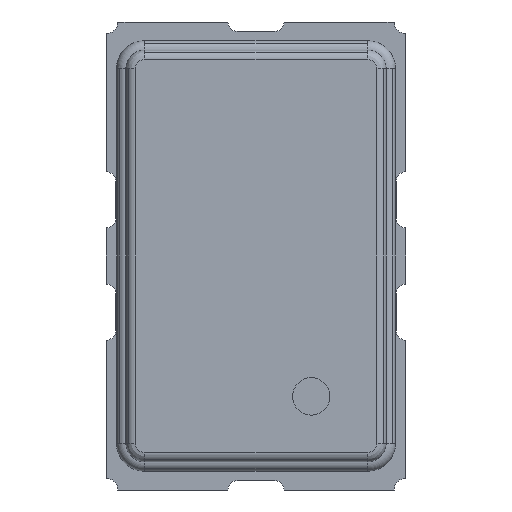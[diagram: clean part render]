
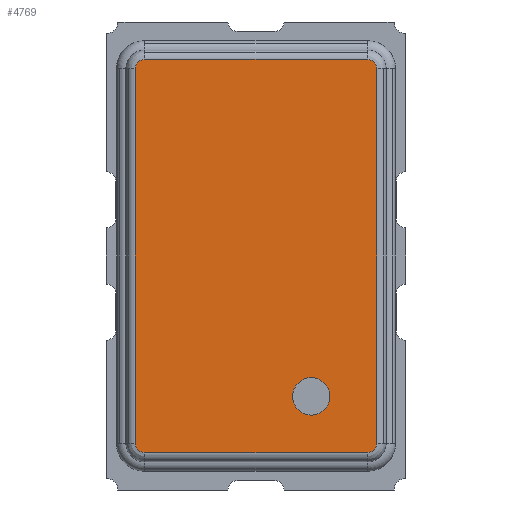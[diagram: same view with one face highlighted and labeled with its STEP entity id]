
A CAD part, left-side view. The second image highlights one B-rep face of the part: STEP entity #4769.
In plain terms, the highlighted planar face has unit normal (-1, 0, 0).
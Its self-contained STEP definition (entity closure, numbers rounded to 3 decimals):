
#3 = ORIENTED_EDGE ( 'NONE', *, *, #5363, .F. ) ;
#58 = ORIENTED_EDGE ( 'NONE', *, *, #3414, .F. ) ;
#66 = VERTEX_POINT ( 'NONE', #4666 ) ;
#91 = CARTESIAN_POINT ( 'NONE',  ( -0.3, -1.29, -2. ) ) ;
#208 = EDGE_CURVE ( 'NONE', #6147, #66, #3709, .T. ) ;
#225 = ORIENTED_EDGE ( 'NONE', *, *, #254, .T. ) ;
#254 = EDGE_CURVE ( 'NONE', #2375, #3290, #4237, .T. ) ;
#533 = EDGE_CURVE ( 'NONE', #4387, #4312, #1039, .T. ) ;
#781 = PLANE ( 'NONE',  #4125 ) ;
#881 = EDGE_CURVE ( 'NONE', #5638, #5773, #1195, .T. ) ;
#1012 = ORIENTED_EDGE ( 'NONE', *, *, #3037, .T. ) ;
#1039 = LINE ( 'NONE', #6307, #6087 ) ;
#1042 = CARTESIAN_POINT ( 'NONE',  ( -0.3, -1.29, 2. ) ) ;
#1054 = DIRECTION ( 'NONE',  ( 1., 0., 0. ) ) ;
#1195 = LINE ( 'NONE', #5656, #2235 ) ;
#1318 = DIRECTION ( 'NONE',  ( 1., 0., 0. ) ) ;
#1385 = CARTESIAN_POINT ( 'NONE',  ( -0.3, -1.19, 2. ) ) ;
#1388 = CARTESIAN_POINT ( 'NONE',  ( -0.3, 1.19, 2. ) ) ;
#1391 = CIRCLE ( 'NONE', #6578, 0.2 ) ;
#1419 = CARTESIAN_POINT ( 'NONE',  ( -0.3, 1.29, -2. ) ) ;
#1625 = FACE_OUTER_BOUND ( 'NONE', #6415, .T. ) ;
#1782 = CIRCLE ( 'NONE', #3955, 0.1 ) ;
#1873 = DIRECTION ( 'NONE',  ( 1., 0., 0. ) ) ;
#1902 = DIRECTION ( 'NONE',  ( 0., -0.707, 0.707 ) ) ;
#1904 = DIRECTION ( 'NONE',  ( 0., 0.707, 0.707 ) ) ;
#1949 = CARTESIAN_POINT ( 'NONE',  ( -0.3, 1.29, 1. ) ) ;
#2170 = EDGE_CURVE ( 'NONE', #2527, #3413, #5533, .T. ) ;
#2235 = VECTOR ( 'NONE', #5250, 1000. ) ;
#2297 = AXIS2_PLACEMENT_3D ( 'NONE', #2717, #6115, #3289 ) ;
#2316 = ORIENTED_EDGE ( 'NONE', *, *, #533, .F. ) ;
#2375 = VERTEX_POINT ( 'NONE', #2953 ) ;
#2430 = DIRECTION ( 'NONE',  ( 0., 0., 1. ) ) ;
#2519 = AXIS2_PLACEMENT_3D ( 'NONE', #5804, #2775, #6335 ) ;
#2527 = VERTEX_POINT ( 'NONE', #4574 ) ;
#2673 = ORIENTED_EDGE ( 'NONE', *, *, #881, .F. ) ;
#2717 = CARTESIAN_POINT ( 'NONE',  ( -0.3, -0.59, -1.5 ) ) ;
#2775 = DIRECTION ( 'NONE',  ( 1., 0., 0. ) ) ;
#2791 = FACE_BOUND ( 'NONE', #3595, .T. ) ;
#2797 = ORIENTED_EDGE ( 'NONE', *, *, #208, .F. ) ;
#2854 = VECTOR ( 'NONE', #4726, 1000. ) ;
#2953 = CARTESIAN_POINT ( 'NONE',  ( -0.3, -0.59, -1.3 ) ) ;
#3037 = EDGE_CURVE ( 'NONE', #3290, #2375, #1391, .T. ) ;
#3289 = DIRECTION ( 'NONE',  ( 0., 0., -1. ) ) ;
#3290 = VERTEX_POINT ( 'NONE', #5750 ) ;
#3342 = CIRCLE ( 'NONE', #5169, 0.1 ) ;
#3413 = VERTEX_POINT ( 'NONE', #6398 ) ;
#3414 = EDGE_CURVE ( 'NONE', #3413, #6147, #1782, .T. ) ;
#3545 = VECTOR ( 'NONE', #2430, 1000. ) ;
#3595 = EDGE_LOOP ( 'NONE', ( #1012, #225 ) ) ;
#3709 = LINE ( 'NONE', #1949, #3545 ) ;
#3763 = ORIENTED_EDGE ( 'NONE', *, *, #4818, .F. ) ;
#3872 = CIRCLE ( 'NONE', #4901, 0.1 ) ;
#3955 = AXIS2_PLACEMENT_3D ( 'NONE', #4851, #1873, #5378 ) ;
#3971 = CARTESIAN_POINT ( 'NONE',  ( -0.3, 1.19, 2.1 ) ) ;
#4037 = CARTESIAN_POINT ( 'NONE',  ( -0.3, -0.59, -1.5 ) ) ;
#4125 = AXIS2_PLACEMENT_3D ( 'NONE', #4296, #1318, #4812 ) ;
#4237 = CIRCLE ( 'NONE', #2297, 0.2 ) ;
#4296 = CARTESIAN_POINT ( 'NONE',  ( -0.3, 0., 0. ) ) ;
#4312 = VERTEX_POINT ( 'NONE', #5416 ) ;
#4387 = VERTEX_POINT ( 'NONE', #3971 ) ;
#4539 = DIRECTION ( 'NONE',  ( 0., 0., -1. ) ) ;
#4574 = CARTESIAN_POINT ( 'NONE',  ( -0.3, -1.19, -2.1 ) ) ;
#4666 = CARTESIAN_POINT ( 'NONE',  ( -0.3, 1.29, 2. ) ) ;
#4726 = DIRECTION ( 'NONE',  ( 0., 1., 0. ) ) ;
#4769 = ADVANCED_FACE ( 'NONE', ( #1625, #2791 ), #781, .F. ) ;
#4812 = DIRECTION ( 'NONE',  ( 0., 1., 0. ) ) ;
#4818 = EDGE_CURVE ( 'NONE', #4312, #5638, #3342, .T. ) ;
#4851 = CARTESIAN_POINT ( 'NONE',  ( -0.3, 1.19, -2. ) ) ;
#4883 = DIRECTION ( 'NONE',  ( 1., 0., 0. ) ) ;
#4884 = DIRECTION ( 'NONE',  ( 1., 0., 0. ) ) ;
#4901 = AXIS2_PLACEMENT_3D ( 'NONE', #1388, #4884, #1904 ) ;
#5169 = AXIS2_PLACEMENT_3D ( 'NONE', #1385, #4883, #1902 ) ;
#5250 = DIRECTION ( 'NONE',  ( 0., 0., -1. ) ) ;
#5363 = EDGE_CURVE ( 'NONE', #66, #4387, #3872, .T. ) ;
#5378 = DIRECTION ( 'NONE',  ( 0., 0.707, -0.707 ) ) ;
#5398 = ORIENTED_EDGE ( 'NONE', *, *, #5912, .F. ) ;
#5416 = CARTESIAN_POINT ( 'NONE',  ( -0.3, -1.19, 2.1 ) ) ;
#5533 = LINE ( 'NONE', #5768, #2854 ) ;
#5611 = CIRCLE ( 'NONE', #2519, 0.1 ) ;
#5638 = VERTEX_POINT ( 'NONE', #1042 ) ;
#5656 = CARTESIAN_POINT ( 'NONE',  ( -0.3, -1.29, -1. ) ) ;
#5750 = CARTESIAN_POINT ( 'NONE',  ( -0.3, -0.59, -1.7 ) ) ;
#5768 = CARTESIAN_POINT ( 'NONE',  ( -0.3, 0.595, -2.1 ) ) ;
#5773 = VERTEX_POINT ( 'NONE', #91 ) ;
#5804 = CARTESIAN_POINT ( 'NONE',  ( -0.3, -1.19, -2. ) ) ;
#5912 = EDGE_CURVE ( 'NONE', #5773, #2527, #5611, .T. ) ;
#5994 = ORIENTED_EDGE ( 'NONE', *, *, #2170, .F. ) ;
#6087 = VECTOR ( 'NONE', #6091, 1000. ) ;
#6091 = DIRECTION ( 'NONE',  ( 0., -1., 0. ) ) ;
#6115 = DIRECTION ( 'NONE',  ( 1., 0., 0. ) ) ;
#6147 = VERTEX_POINT ( 'NONE', #1419 ) ;
#6307 = CARTESIAN_POINT ( 'NONE',  ( -0.3, -0.595, 2.1 ) ) ;
#6335 = DIRECTION ( 'NONE',  ( 0., -0.707, -0.707 ) ) ;
#6398 = CARTESIAN_POINT ( 'NONE',  ( -0.3, 1.19, -2.1 ) ) ;
#6415 = EDGE_LOOP ( 'NONE', ( #3, #2797, #58, #5994, #5398, #2673, #3763, #2316 ) ) ;
#6578 = AXIS2_PLACEMENT_3D ( 'NONE', #4037, #1054, #4539 ) ;
